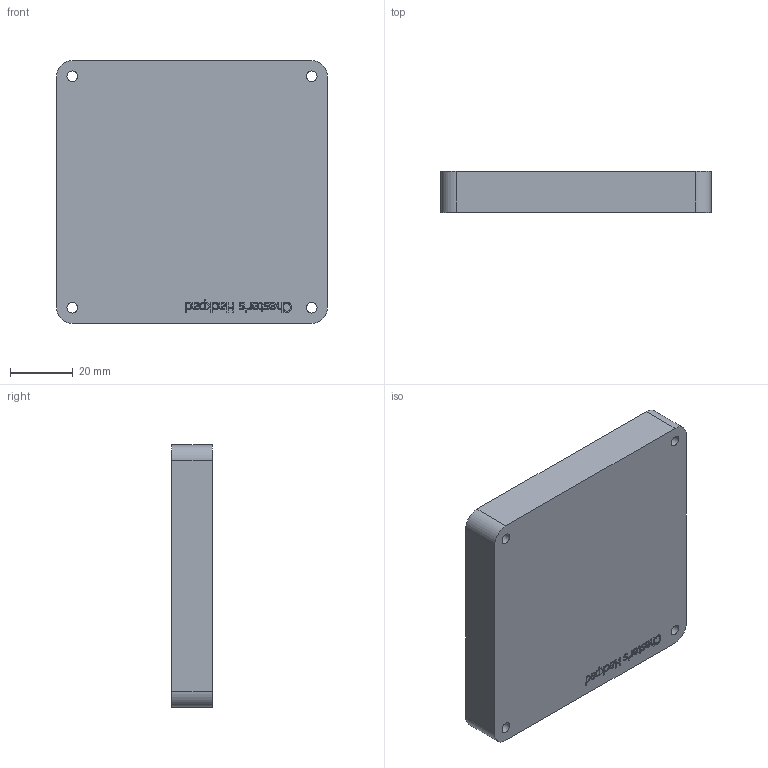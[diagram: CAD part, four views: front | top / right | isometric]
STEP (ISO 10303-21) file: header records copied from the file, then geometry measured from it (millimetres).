
FILE_DESCRIPTION(/* description */ (''),/* implementation_level */ '2;1');
FILE_NAME(/* name */ 'Case_Bottom.stp',/* time_stamp */ '2025-12-09T13:55:00-08:00',/* author */ ('chest'),/* organization */ (''),/* preprocessor_version */ 'ST-DEVELOPER v20.1',/* originating_system */ 'Autodesk Inventor 2026',/* authorisation */ '');
FILE_SCHEMA (('AUTOMOTIVE_DESIGN { 1 0 10303 214 3 1 1 }'));
Length unit declared in the file: millimetre
Products named in the file (1): Case_Bottom
Bounding box: 86.04 x 13 x 83.5 mm (x, y, z)
Volume: 47814.5 mm3; surface area: 21638.6 mm2
Topology: 1 solids, 1 shells, 305 faces, 843 edges, 563 vertices
Faces by surface type: bspline 153, plane 144, cylinder 8
Full cylindrical faces by diameter (mm): 3.4 x4
Entity records: 10986 total; most frequent: CARTESIAN_POINT 4166, ORIENTED_EDGE 1686, DIRECTION 859, EDGE_CURVE 843, VERTEX_POINT 562, LINE 521, VECTOR 521, EDGE_LOOP 335
